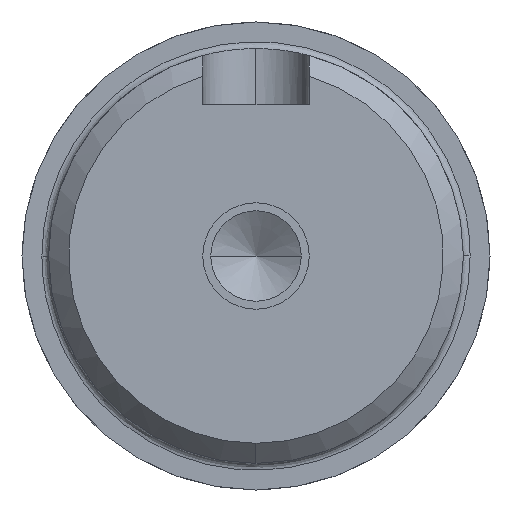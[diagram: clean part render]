
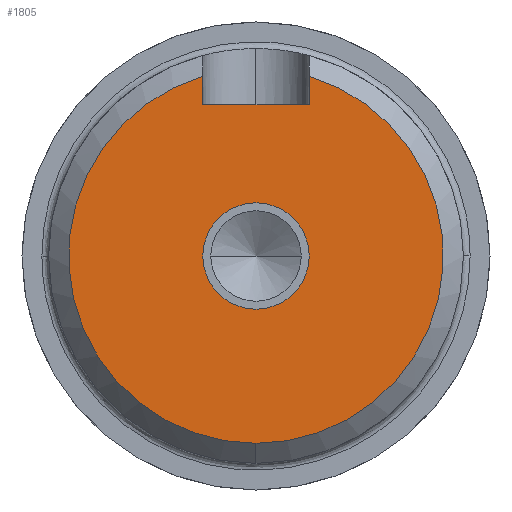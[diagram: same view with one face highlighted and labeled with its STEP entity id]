
A CAD part, left-side view. The second image highlights one B-rep face of the part: STEP entity #1805.
In plain terms, the highlighted planar face has unit normal (-1, 0, 0).
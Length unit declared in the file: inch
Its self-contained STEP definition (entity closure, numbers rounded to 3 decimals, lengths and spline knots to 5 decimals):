
#22 = CARTESIAN_POINT ( 'NONE',  ( -17.39893, 0.3125, 1.05529 ) ) ;
#30 = ORIENTED_EDGE ( 'NONE', *, *, #1471, .F. ) ;
#38 = VECTOR ( 'NONE', #1802, 39.37008 ) ;
#49 = DIRECTION ( 'NONE',  ( 0., 1., 0. ) ) ;
#51 = CARTESIAN_POINT ( 'NONE',  ( -17.39893, -0.3125, 0.8876 ) ) ;
#57 = CARTESIAN_POINT ( 'NONE',  ( -17.39893, 0., -0.3125 ) ) ;
#167 = ORIENTED_EDGE ( 'NONE', *, *, #1297, .F. ) ;
#175 = DIRECTION ( 'NONE',  ( 0., 0., -1. ) ) ;
#183 = DIRECTION ( 'NONE',  ( 1., 0., 0. ) ) ;
#195 = CARTESIAN_POINT ( 'NONE',  ( -17.39893, 0., 0. ) ) ;
#227 = DIRECTION ( 'NONE',  ( 0., 0., 1. ) ) ;
#278 = FACE_OUTER_BOUND ( 'NONE', #1419, .T. ) ;
#297 = FACE_BOUND ( 'NONE', #866, .T. ) ;
#301 = CIRCLE ( 'NONE', #969, 0.3125 ) ;
#336 = ORIENTED_EDGE ( 'NONE', *, *, #1340, .F. ) ;
#376 = DIRECTION ( 'NONE',  ( -1., 0., 0. ) ) ;
#536 = CARTESIAN_POINT ( 'NONE',  ( -17.39893, 0., 0. ) ) ;
#609 = CARTESIAN_POINT ( 'NONE',  ( -17.39893, -0.3125, 0. ) ) ;
#627 = VERTEX_POINT ( 'NONE', #1804 ) ;
#807 = CARTESIAN_POINT ( 'NONE',  ( -17.39893, 0., 0. ) ) ;
#812 = CARTESIAN_POINT ( 'NONE',  ( -17.39893, 0., 0. ) ) ;
#866 = EDGE_LOOP ( 'NONE', ( #1211, #30 ) ) ;
#949 = AXIS2_PLACEMENT_3D ( 'NONE', #812, #997, #49 ) ;
#963 = CIRCLE ( 'NONE', #1110, 0.3125 ) ;
#969 = AXIS2_PLACEMENT_3D ( 'NONE', #807, #2035, #987 ) ;
#987 = DIRECTION ( 'NONE',  ( 0., 0., 1. ) ) ;
#988 = CIRCLE ( 'NONE', #1137, 1.10059 ) ;
#997 = DIRECTION ( 'NONE',  ( 1., 0., 0. ) ) ;
#1061 = EDGE_CURVE ( 'NONE', #627, #1153, #1336, .T. ) ;
#1102 = VECTOR ( 'NONE', #2055, 39.37008 ) ;
#1110 = AXIS2_PLACEMENT_3D ( 'NONE', #536, #376, #227 ) ;
#1120 = VERTEX_POINT ( 'NONE', #57 ) ;
#1127 = LINE ( 'NONE', #609, #1102 ) ;
#1137 = AXIS2_PLACEMENT_3D ( 'NONE', #195, #183, #175 ) ;
#1153 = VERTEX_POINT ( 'NONE', #51 ) ;
#1157 = CIRCLE ( 'NONE', #1168, 1.10059 ) ;
#1168 = AXIS2_PLACEMENT_3D ( 'NONE', #2022, #2011, #2006 ) ;
#1211 = ORIENTED_EDGE ( 'NONE', *, *, #1716, .F. ) ;
#1237 = VERTEX_POINT ( 'NONE', #22 ) ;
#1240 = EDGE_CURVE ( 'NONE', #1237, #627, #1289, .T. ) ;
#1289 = LINE ( 'NONE', #1853, #38 ) ;
#1297 = EDGE_CURVE ( 'NONE', #1153, #1906, #1127, .T. ) ;
#1312 = VECTOR ( 'NONE', #1791, 39.37008 ) ;
#1317 = CARTESIAN_POINT ( 'NONE',  ( -17.39893, 0., 0.8876 ) ) ;
#1336 = LINE ( 'NONE', #1317, #1312 ) ;
#1340 = EDGE_CURVE ( 'NONE', #2034, #1237, #1157, .T. ) ;
#1376 = PLANE ( 'NONE',  #949 ) ;
#1419 = EDGE_LOOP ( 'NONE', ( #1762, #336, #1575, #167, #2044 ) ) ;
#1428 = EDGE_CURVE ( 'NONE', #1906, #2034, #988, .T. ) ;
#1432 = CARTESIAN_POINT ( 'NONE',  ( -17.39893, 0., -1.10059 ) ) ;
#1471 = EDGE_CURVE ( 'NONE', #1120, #1779, #963, .T. ) ;
#1575 = ORIENTED_EDGE ( 'NONE', *, *, #1428, .F. ) ;
#1716 = EDGE_CURVE ( 'NONE', #1779, #1120, #301, .T. ) ;
#1762 = ORIENTED_EDGE ( 'NONE', *, *, #1240, .F. ) ;
#1772 = CARTESIAN_POINT ( 'NONE',  ( -17.39893, -0.3125, 1.05529 ) ) ;
#1779 = VERTEX_POINT ( 'NONE', #1903 ) ;
#1791 = DIRECTION ( 'NONE',  ( 0., -1., 0. ) ) ;
#1802 = DIRECTION ( 'NONE',  ( 0., 0., -1. ) ) ;
#1804 = CARTESIAN_POINT ( 'NONE',  ( -17.39893, 0.3125, 0.8876 ) ) ;
#1805 = ADVANCED_FACE ( 'NONE', ( #278, #297 ), #1376, .F. ) ;
#1853 = CARTESIAN_POINT ( 'NONE',  ( -17.39893, 0.3125, 0. ) ) ;
#1903 = CARTESIAN_POINT ( 'NONE',  ( -17.39893, 0., 0.3125 ) ) ;
#1906 = VERTEX_POINT ( 'NONE', #1772 ) ;
#2006 = DIRECTION ( 'NONE',  ( 0., 0., -1. ) ) ;
#2011 = DIRECTION ( 'NONE',  ( 1., 0., 0. ) ) ;
#2022 = CARTESIAN_POINT ( 'NONE',  ( -17.39893, 0., 0. ) ) ;
#2034 = VERTEX_POINT ( 'NONE', #1432 ) ;
#2035 = DIRECTION ( 'NONE',  ( -1., 0., 0. ) ) ;
#2044 = ORIENTED_EDGE ( 'NONE', *, *, #1061, .F. ) ;
#2055 = DIRECTION ( 'NONE',  ( 0., 0., 1. ) ) ;
